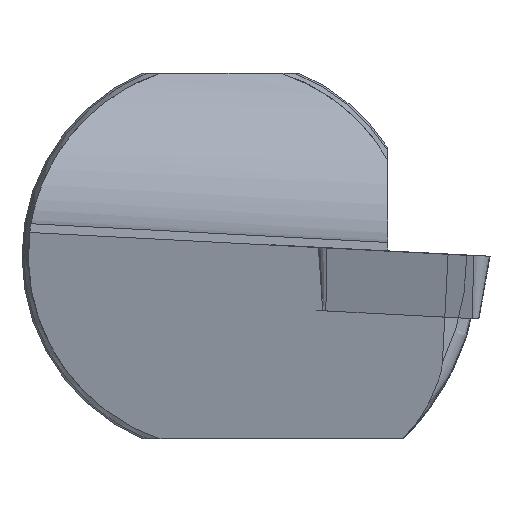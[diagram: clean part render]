
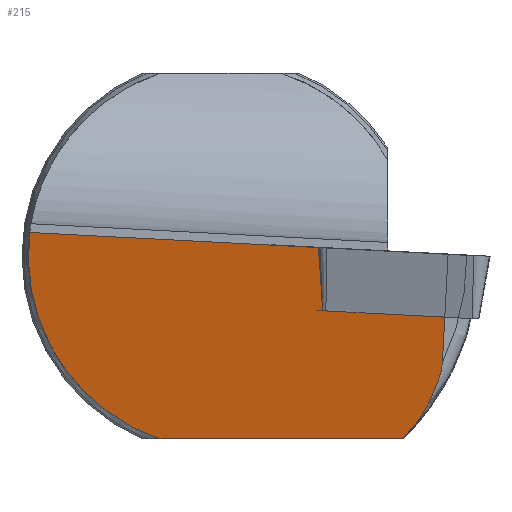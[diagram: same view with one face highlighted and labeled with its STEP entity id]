
A CAD part, left-side view. The second image highlights one B-rep face of the part: STEP entity #215.
In plain terms, the highlighted planar face has unit normal (-0.954, 0.3, 0.016).
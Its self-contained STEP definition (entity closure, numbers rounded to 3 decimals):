
#61=PLANE('',#813);
#75=ELLIPSE('',#799,12.687,12.1);
#112=LINE('',#1187,#164);
#121=LINE('',#1284,#173);
#122=LINE('',#1293,#174);
#164=VECTOR('',#925,1.);
#173=VECTOR('',#966,1.);
#174=VECTOR('',#971,1.);
#215=ADVANCED_FACE('',(#267),#61,.F.);
#267=FACE_OUTER_BOUND('',#303,.T.);
#303=EDGE_LOOP('',(#451,#452,#453,#454,#455));
#342=B_SPLINE_CURVE_WITH_KNOTS('',3,(#1260,#1261,#1262,#1263,#1264,#1265,
#1266,#1267),.UNSPECIFIED.,.F.,.F.,(4,2,2,4),(0.,0.25,0.5,1.),
 .UNSPECIFIED.);
#451=ORIENTED_EDGE('',*,*,#678,.T.);
#452=ORIENTED_EDGE('',*,*,#686,.T.);
#453=ORIENTED_EDGE('',*,*,#705,.T.);
#454=ORIENTED_EDGE('',*,*,#699,.F.);
#455=ORIENTED_EDGE('',*,*,#703,.T.);
#593=VERTEX_POINT('',#1186);
#594=VERTEX_POINT('',#1188);
#599=VERTEX_POINT('',#1223);
#606=VERTEX_POINT('',#1268);
#607=VERTEX_POINT('',#1269);
#678=EDGE_CURVE('',#594,#593,#112,.T.);
#686=EDGE_CURVE('',#593,#599,#75,.T.);
#699=EDGE_CURVE('',#606,#607,#342,.T.);
#703=EDGE_CURVE('',#606,#594,#121,.T.);
#705=EDGE_CURVE('',#599,#607,#122,.T.);
#799=AXIS2_PLACEMENT_3D('',#1224,#937,#938);
#813=AXIS2_PLACEMENT_3D('',#1294,#972,#973);
#925=DIRECTION('',(0.301,0.952,0.05));
#937=DIRECTION('',(-0.954,0.3,0.016));
#938=DIRECTION('',(-0.301,-0.952,-0.05));
#966=DIRECTION('',(0.,-0.052,0.999));
#971=DIRECTION('',(-0.3,-0.954,0.));
#972=DIRECTION('',(0.954,-0.3,-0.016));
#973=DIRECTION('',(0.3,0.954,0.));
#1186=CARTESIAN_POINT('',(9.792,29.344,1.518));
#1187=CARTESIAN_POINT('',(12.749,38.712,2.009));
#1188=CARTESIAN_POINT('',(1.493,3.06,0.14));
#1223=CARTESIAN_POINT('',(6.981,21.098,-11.463));
#1224=CARTESIAN_POINT('',(5.986,17.335,0.037));
#1260=CARTESIAN_POINT('',(1.493,3.417,-6.67));
#1261=CARTESIAN_POINT('',(1.493,3.441,-7.133));
#1262=CARTESIAN_POINT('',(1.531,3.584,-7.576));
#1263=CARTESIAN_POINT('',(1.614,3.895,-8.441));
#1264=CARTESIAN_POINT('',(1.666,4.082,-8.858));
#1265=CARTESIAN_POINT('',(1.847,4.718,-10.061));
#1266=CARTESIAN_POINT('',(2.001,5.248,-10.813));
#1267=CARTESIAN_POINT('',(2.185,5.864,-11.463));
#1268=CARTESIAN_POINT('',(1.493,3.417,-6.67));
#1269=CARTESIAN_POINT('',(2.185,5.864,-11.463));
#1284=CARTESIAN_POINT('',(1.493,4.601,-29.269));
#1293=CARTESIAN_POINT('',(1.76,4.517,-11.463));
#1294=CARTESIAN_POINT('',(1.493,4.601,-29.269));
